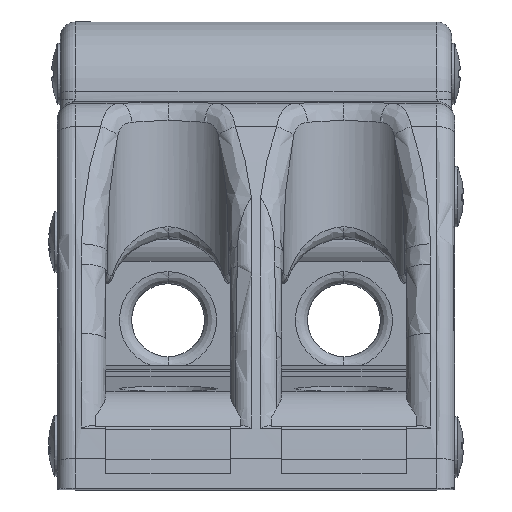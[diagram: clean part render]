
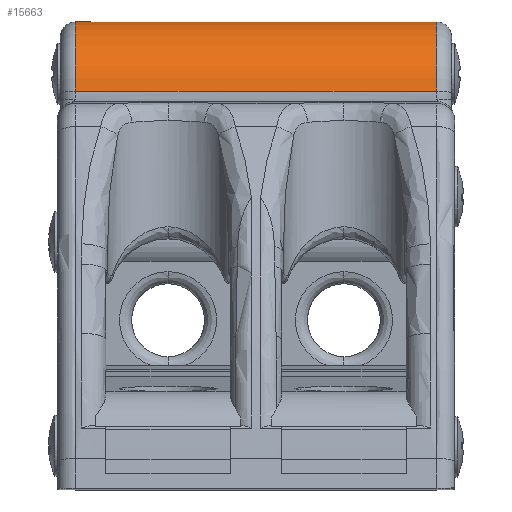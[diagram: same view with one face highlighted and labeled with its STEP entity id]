
A CAD part, top view. The second image highlights one B-rep face of the part: STEP entity #15663.
In plain terms, the highlighted cylindrical face has radius 13.256 mm (diameter 26.513 mm), a partial arc.
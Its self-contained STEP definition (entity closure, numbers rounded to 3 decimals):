
#947=LINE('',#31039,#1767);
#948=LINE('',#31041,#1768);
#949=LINE('',#31043,#1769);
#963=LINE('',#31143,#1783);
#964=LINE('',#31145,#1784);
#965=LINE('',#31147,#1785);
#966=LINE('',#31149,#1786);
#967=LINE('',#31151,#1787);
#968=LINE('',#31152,#1788);
#1067=LINE('',#32793,#1887);
#1068=LINE('',#32795,#1888);
#1069=LINE('',#32796,#1889);
#1767=VECTOR('',#19883,9.95);
#1768=VECTOR('',#19884,10.);
#1769=VECTOR('',#19885,9.95);
#1783=VECTOR('',#19909,9.95);
#1784=VECTOR('',#19910,9.95);
#1785=VECTOR('',#19911,10.);
#1786=VECTOR('',#19912,9.95);
#1787=VECTOR('',#19913,9.95);
#1788=VECTOR('',#19914,9.95);
#1887=VECTOR('',#20411,9.95);
#1888=VECTOR('',#20412,9.95);
#1889=VECTOR('',#20413,9.95);
#2370=CIRCLE('',#16323,13.256);
#2829=CIRCLE('',#17114,13.256);
#3359=CYLINDRICAL_SURFACE('',#17113,13.256);
#4001=FACE_OUTER_BOUND('',#4909,.T.);
#4909=EDGE_LOOP('',(#12874,#12875,#12876,#12877,#12878,#12879,#12880,#12881,
#12882,#12883,#12884,#12885,#12886,#12887));
#6194=VERTEX_POINT('',#24465);
#6195=VERTEX_POINT('',#24469);
#6725=VERTEX_POINT('',#31037);
#6726=VERTEX_POINT('',#31038);
#6727=VERTEX_POINT('',#31040);
#6728=VERTEX_POINT('',#31042);
#6751=VERTEX_POINT('',#31142);
#6752=VERTEX_POINT('',#31144);
#6753=VERTEX_POINT('',#31146);
#6754=VERTEX_POINT('',#31148);
#6755=VERTEX_POINT('',#31150);
#6946=VERTEX_POINT('',#32790);
#6947=VERTEX_POINT('',#32792);
#6948=VERTEX_POINT('',#32794);
#7913=EDGE_CURVE('',#6194,#6195,#2370,.T.);
#8758=EDGE_CURVE('',#6725,#6726,#947,.T.);
#8759=EDGE_CURVE('',#6726,#6727,#948,.T.);
#8760=EDGE_CURVE('',#6728,#6727,#949,.T.);
#8784=EDGE_CURVE('',#6194,#6751,#963,.T.);
#8785=EDGE_CURVE('',#6751,#6752,#964,.T.);
#8786=EDGE_CURVE('',#6752,#6753,#965,.T.);
#8787=EDGE_CURVE('',#6754,#6753,#966,.T.);
#8788=EDGE_CURVE('',#6754,#6755,#967,.T.);
#8789=EDGE_CURVE('',#6755,#6725,#968,.T.);
#9068=EDGE_CURVE('',#6947,#6946,#1067,.T.);
#9069=EDGE_CURVE('',#6948,#6947,#1068,.T.);
#9070=EDGE_CURVE('',#6195,#6948,#1069,.T.);
#9071=EDGE_CURVE('',#6946,#6728,#2829,.T.);
#12874=ORIENTED_EDGE('',*,*,#9068,.T.);
#12875=ORIENTED_EDGE('',*,*,#9071,.T.);
#12876=ORIENTED_EDGE('',*,*,#8760,.T.);
#12877=ORIENTED_EDGE('',*,*,#8759,.F.);
#12878=ORIENTED_EDGE('',*,*,#8758,.F.);
#12879=ORIENTED_EDGE('',*,*,#8789,.F.);
#12880=ORIENTED_EDGE('',*,*,#8788,.F.);
#12881=ORIENTED_EDGE('',*,*,#8787,.T.);
#12882=ORIENTED_EDGE('',*,*,#8786,.F.);
#12883=ORIENTED_EDGE('',*,*,#8785,.F.);
#12884=ORIENTED_EDGE('',*,*,#8784,.F.);
#12885=ORIENTED_EDGE('',*,*,#7913,.T.);
#12886=ORIENTED_EDGE('',*,*,#9070,.T.);
#12887=ORIENTED_EDGE('',*,*,#9069,.T.);
#15663=ADVANCED_FACE('',(#4001),#3359,.T.);
#16323=AXIS2_PLACEMENT_3D('',#24471,#18438,#18439);
#17113=AXIS2_PLACEMENT_3D('',#32797,#20414,#20415);
#17114=AXIS2_PLACEMENT_3D('',#32798,#20416,#20417);
#18438=DIRECTION('center_axis',(1.,0.,0.));
#18439=DIRECTION('ref_axis',(0.,0.136,0.991));
#19883=DIRECTION('',(1.,0.,0.));
#19884=DIRECTION('',(1.,0.,0.));
#19885=DIRECTION('',(-1.,0.,0.));
#19909=DIRECTION('',(1.,0.,0.));
#19910=DIRECTION('',(1.,0.,0.));
#19911=DIRECTION('',(1.,0.,0.));
#19912=DIRECTION('',(-1.,0.,0.));
#19913=DIRECTION('',(1.,0.,0.));
#19914=DIRECTION('',(1.,0.,0.));
#20411=DIRECTION('',(1.,0.,0.));
#20412=DIRECTION('',(1.,0.,0.));
#20413=DIRECTION('',(1.,0.,0.));
#20414=DIRECTION('center_axis',(1.,0.,0.));
#20415=DIRECTION('ref_axis',(0.,0.136,0.991));
#20416=DIRECTION('center_axis',(-1.,0.,0.));
#20417=DIRECTION('ref_axis',(0.,0.855,-0.518));
#24465=CARTESIAN_POINT('',(-44.262,72.614,2.36));
#24469=CARTESIAN_POINT('',(-44.262,63.081,22.365));
#24471=CARTESIAN_POINT('Origin',(-44.262,61.279,9.232));
#31037=CARTESIAN_POINT('',(-13.738,72.614,2.36));
#31038=CARTESIAN_POINT('',(-13.449,72.614,2.36));
#31039=CARTESIAN_POINT('',(-14.728,72.614,2.36));
#31040=CARTESIAN_POINT('',(13.449,72.614,2.36));
#31041=CARTESIAN_POINT('',(0.,72.614,2.36));
#31042=CARTESIAN_POINT('',(15.262,72.614,2.36));
#31043=CARTESIAN_POINT('',(17.75,72.614,2.36));
#31142=CARTESIAN_POINT('',(-43.,72.614,2.36));
#31143=CARTESIAN_POINT('',(-43.728,72.614,2.36));
#31144=CARTESIAN_POINT('',(-42.449,72.614,2.36));
#31145=CARTESIAN_POINT('',(-43.728,72.614,2.36));
#31146=CARTESIAN_POINT('',(-15.551,72.614,2.36));
#31147=CARTESIAN_POINT('',(-29.,72.614,2.36));
#31148=CARTESIAN_POINT('',(-15.262,72.614,2.36));
#31149=CARTESIAN_POINT('',(-11.25,72.614,2.36));
#31150=CARTESIAN_POINT('',(-14.,72.614,2.36));
#31151=CARTESIAN_POINT('',(-14.728,72.614,2.36));
#31152=CARTESIAN_POINT('',(-14.728,72.614,2.36));
#32790=CARTESIAN_POINT('',(15.262,63.081,22.365));
#32792=CARTESIAN_POINT('',(-13.738,63.081,22.365));
#32793=CARTESIAN_POINT('',(-14.728,63.081,22.365));
#32794=CARTESIAN_POINT('',(-15.262,63.081,22.365));
#32795=CARTESIAN_POINT('',(-14.728,63.081,22.365));
#32796=CARTESIAN_POINT('',(-43.728,63.081,22.365));
#32797=CARTESIAN_POINT('Origin',(-17.75,61.279,9.232));
#32798=CARTESIAN_POINT('Origin',(15.262,61.279,9.232));
